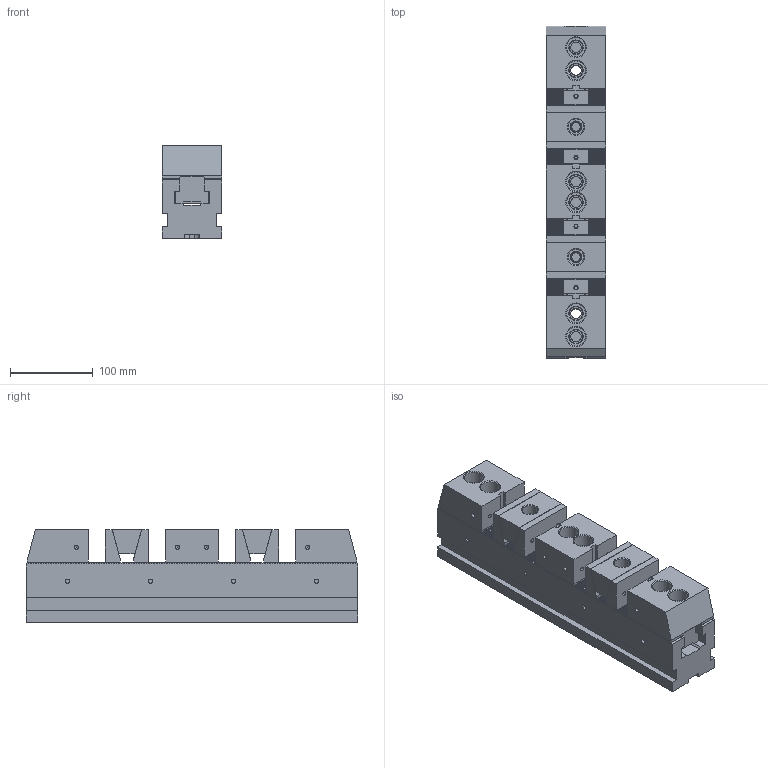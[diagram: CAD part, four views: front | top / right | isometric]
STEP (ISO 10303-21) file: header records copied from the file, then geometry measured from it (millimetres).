
FILE_DESCRIPTION( ( 'Unknown' ), '1' );
FILE_NAME( 'SVF-B-7240-100(4).stp', 'Unknown', ( 'Unknown' ), ( 'Unknown' ), 'PSStep 17.0.49', 'Unknown', ' ' );
FILE_SCHEMA( ( 'AUTOMOTIVE_DESIGN { 1 0 10303 214 1 1 1 1 }' ) );
Length unit declared in the file: millimetre
Products named in the file (16): SVF-B02-72; 1-SVF-B02-72-1; 1-SVF-ABT-72-2; SVF-AB04-72; 4-01-CAPA-M6L15; 1-SVF-AB04-72-2; 1-SVF-AB04-72-1; SVF-AB02-72; 1-SVF-AB02-72-1; 1-SVF-AB02-72-2; 3-SVF-B02-AB04-72; SVF-B01-72; 1-SVF-B01-72-1; 1-SVF-B01-72-2; Assem1; SVF-AB01-7240-100
Assembly tree (19 placements, depth 4):
  Assem1
    SVF-AB01-7240-100
    SVF-B01-72
      1-SVF-B01-72-1
      1-SVF-B01-72-2
    3-SVF-B02-AB04-72  x2
      SVF-B02-72
        1-SVF-B02-72-1
        1-SVF-ABT-72-2
      SVF-AB04-72
        4-01-CAPA-M6L15  x2
        1-SVF-AB04-72-2
        1-SVF-AB04-72-1
    SVF-AB02-72  x2
      1-SVF-AB02-72-1
      1-SVF-AB02-72-2
Bounding box: 72 x 400 x 111.7 mm (x, y, z)
Volume: 2499436.2 mm3; surface area: 415278.5 mm2
Topology: 27 solids, 27 shells, 2896 faces, 7976 edges, 5157 vertices
Faces by surface type: plane 2202, cone 344, cylinder 342, torus 8
Full cylindrical faces by diameter (mm): 3.3 x8, 5 x154, 6 x112, 6.5 x8, 10 x8, 10.2 x2, 11 x8, 12.5 x8, 16 x8, 18 x4, 19 x2, 23 x6, 26 x6
Entity records: 79593 total; most frequent: CARTESIAN_POINT 11531, ORIENTED_EDGE 11152, DIRECTION 9833, EDGE_CURVE 5576, LINE 5243, VECTOR 5243, VERTEX_POINT 3801, AXIS2_PLACEMENT_3D 2295
